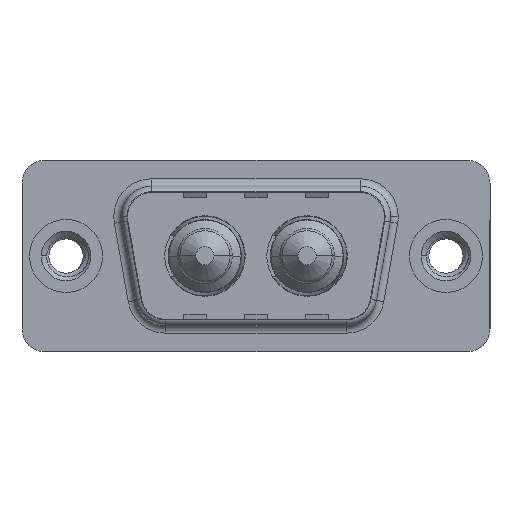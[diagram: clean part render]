
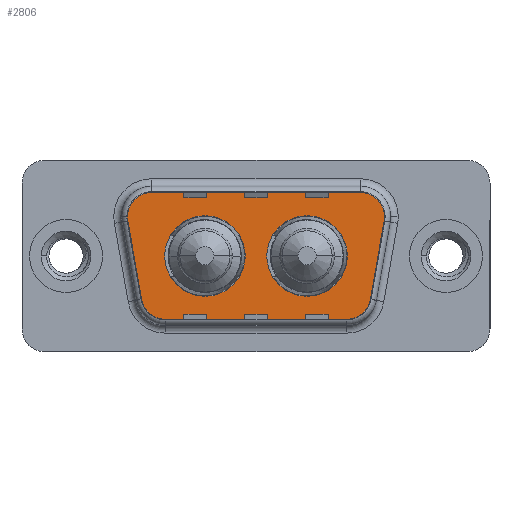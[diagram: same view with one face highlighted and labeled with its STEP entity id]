
A CAD part, top view. The second image highlights one B-rep face of the part: STEP entity #2806.
In plain terms, the highlighted planar face has unit normal (0, 0, 1).
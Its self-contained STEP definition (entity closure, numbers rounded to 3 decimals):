
#16 = AXIS2_PLACEMENT_3D ( 'NONE', #675, #6966, #1580 ) ;
#116 = FACE_BOUND ( 'NONE', #8946, .T. ) ;
#436 = CIRCLE ( 'NONE', #7224, 2. ) ;
#582 = DIRECTION ( 'NONE',  ( 0., 0., 1. ) ) ;
#596 = DIRECTION ( 'NONE',  ( 1., 0., 0. ) ) ;
#621 = AXIS2_PLACEMENT_3D ( 'NONE', #3512, #9811, #4430 ) ;
#645 = DIRECTION ( 'NONE',  ( 0., 0., 1. ) ) ;
#675 = CARTESIAN_POINT ( 'NONE',  ( 5.436, 2.9, 0. ) ) ;
#713 = CARTESIAN_POINT ( 'NONE',  ( 13.21, 0., 0. ) ) ;
#783 = AXIS2_PLACEMENT_3D ( 'NONE', #5534, #5185, #10589 ) ;
#887 = VERTEX_POINT ( 'NONE', #8360 ) ;
#1021 = CARTESIAN_POINT ( 'NONE',  ( 21.564, 2.9, 0. ) ) ;
#1099 = VERTEX_POINT ( 'NONE', #9119 ) ;
#1128 = ORIENTED_EDGE ( 'NONE', *, *, #6341, .T. ) ;
#1139 = EDGE_CURVE ( 'NONE', #9701, #5962, #436, .T. ) ;
#1472 = EDGE_CURVE ( 'NONE', #10080, #8339, #4523, .T. ) ;
#1477 = ORIENTED_EDGE ( 'NONE', *, *, #8157, .F. ) ;
#1580 = DIRECTION ( 'NONE',  ( 1., 0., 0. ) ) ;
#1704 = ORIENTED_EDGE ( 'NONE', *, *, #9108, .T. ) ;
#1847 = DIRECTION ( 'NONE',  ( 0., 0., 1. ) ) ;
#1875 = CARTESIAN_POINT ( 'NONE',  ( 20.511, -3.247, 0. ) ) ;
#2000 = EDGE_CURVE ( 'NONE', #7719, #1099, #9013, .T. ) ;
#2230 = DIRECTION ( 'NONE',  ( 0., 0., 1. ) ) ;
#2304 = CARTESIAN_POINT ( 'NONE',  ( 6.459, -4.9, 0. ) ) ;
#2372 = ORIENTED_EDGE ( 'NONE', *, *, #3071, .T. ) ;
#2401 = CARTESIAN_POINT ( 'NONE',  ( 18.51, 0., 0. ) ) ;
#2535 = FACE_OUTER_BOUND ( 'NONE', #4914, .T. ) ;
#2603 = CARTESIAN_POINT ( 'NONE',  ( 18.541, -2.9, 0. ) ) ;
#2612 = VERTEX_POINT ( 'NONE', #2401 ) ;
#2663 = AXIS2_PLACEMENT_3D ( 'NONE', #10528, #5124, #11440 ) ;
#2681 = AXIS2_PLACEMENT_3D ( 'NONE', #2603, #9305, #3898 ) ;
#2795 = AXIS2_PLACEMENT_3D ( 'NONE', #8961, #645, #596 ) ;
#2806 = ADVANCED_FACE ( 'NONE', ( #116, #4629, #2535 ), #4443, .T. ) ;
#2891 = DIRECTION ( 'NONE',  ( 0.174, 0.985, 0. ) ) ;
#3071 = EDGE_CURVE ( 'NONE', #887, #9701, #9831, .T. ) ;
#3144 = VERTEX_POINT ( 'NONE', #1875 ) ;
#3145 = CARTESIAN_POINT ( 'NONE',  ( 15.86, 0., 0. ) ) ;
#3404 = EDGE_CURVE ( 'NONE', #5399, #3466, #9124, .T. ) ;
#3466 = VERTEX_POINT ( 'NONE', #4966 ) ;
#3512 = CARTESIAN_POINT ( 'NONE',  ( 6.459, -2.9, 0. ) ) ;
#3892 = CARTESIAN_POINT ( 'NONE',  ( 3.466, 2.553, 0. ) ) ;
#3898 = DIRECTION ( 'NONE',  ( 1., 0., 0. ) ) ;
#3968 = CARTESIAN_POINT ( 'NONE',  ( 5.436, 4.9, 0. ) ) ;
#3982 = DIRECTION ( 'NONE',  ( 1., 0., 0. ) ) ;
#4033 = DIRECTION ( 'NONE',  ( 1., 0., 0. ) ) ;
#4280 = CARTESIAN_POINT ( 'NONE',  ( 3.466, 2.553, 0. ) ) ;
#4407 = CARTESIAN_POINT ( 'NONE',  ( 4.489, -3.247, 0. ) ) ;
#4430 = DIRECTION ( 'NONE',  ( -1., 0., 0. ) ) ;
#4443 = PLANE ( 'NONE',  #2795 ) ;
#4523 = LINE ( 'NONE', #3892, #11435 ) ;
#4621 = VECTOR ( 'NONE', #6614, 1000. ) ;
#4623 = ORIENTED_EDGE ( 'NONE', *, *, #1139, .T. ) ;
#4629 = FACE_BOUND ( 'NONE', #10289, .T. ) ;
#4659 = EDGE_CURVE ( 'NONE', #5962, #8348, #11167, .T. ) ;
#4914 = EDGE_LOOP ( 'NONE', ( #1704, #5744, #2372, #4623, #5297, #11174, #5438, #1128, #11149 ) ) ;
#4966 = CARTESIAN_POINT ( 'NONE',  ( 18.541, -4.9, 0. ) ) ;
#5124 = DIRECTION ( 'NONE',  ( 0., 0., 1. ) ) ;
#5185 = DIRECTION ( 'NONE',  ( 0., 0., 1. ) ) ;
#5297 = ORIENTED_EDGE ( 'NONE', *, *, #4659, .T. ) ;
#5352 = CARTESIAN_POINT ( 'NONE',  ( 6.49, 0., 0. ) ) ;
#5399 = VERTEX_POINT ( 'NONE', #2304 ) ;
#5438 = ORIENTED_EDGE ( 'NONE', *, *, #1472, .T. ) ;
#5534 = CARTESIAN_POINT ( 'NONE',  ( 19.564, 2.9, 0. ) ) ;
#5631 = CIRCLE ( 'NONE', #2663, 2.65 ) ;
#5652 = CARTESIAN_POINT ( 'NONE',  ( 19.564, 4.9, 0. ) ) ;
#5744 = ORIENTED_EDGE ( 'NONE', *, *, #11139, .T. ) ;
#5842 = ORIENTED_EDGE ( 'NONE', *, *, #6201, .F. ) ;
#5962 = VERTEX_POINT ( 'NONE', #5652 ) ;
#5973 = CARTESIAN_POINT ( 'NONE',  ( 9.14, 0., 0. ) ) ;
#6098 = EDGE_CURVE ( 'NONE', #8258, #2612, #6480, .T. ) ;
#6201 = EDGE_CURVE ( 'NONE', #2612, #8258, #5631, .T. ) ;
#6341 = EDGE_CURVE ( 'NONE', #8339, #5399, #11131, .T. ) ;
#6480 = CIRCLE ( 'NONE', #10100, 2.65 ) ;
#6614 = DIRECTION ( 'NONE',  ( 1., 0., 0. ) ) ;
#6876 = DIRECTION ( 'NONE',  ( 1., 0., 0. ) ) ;
#6966 = DIRECTION ( 'NONE',  ( 0., 0., 1. ) ) ;
#7122 = CARTESIAN_POINT ( 'NONE',  ( 5.436, 4.9, 0. ) ) ;
#7224 = AXIS2_PLACEMENT_3D ( 'NONE', #8126, #1847, #7229 ) ;
#7229 = DIRECTION ( 'NONE',  ( -1., 0., 0. ) ) ;
#7335 = ORIENTED_EDGE ( 'NONE', *, *, #2000, .F. ) ;
#7719 = VERTEX_POINT ( 'NONE', #5352 ) ;
#7805 = AXIS2_PLACEMENT_3D ( 'NONE', #5973, #582, #6876 ) ;
#8126 = CARTESIAN_POINT ( 'NONE',  ( 19.564, 2.9, 0. ) ) ;
#8157 = EDGE_CURVE ( 'NONE', #1099, #7719, #9810, .T. ) ;
#8258 = VERTEX_POINT ( 'NONE', #713 ) ;
#8270 = CARTESIAN_POINT ( 'NONE',  ( 21.534, 2.553, 0. ) ) ;
#8339 = VERTEX_POINT ( 'NONE', #4407 ) ;
#8348 = VERTEX_POINT ( 'NONE', #7122 ) ;
#8360 = CARTESIAN_POINT ( 'NONE',  ( 21.534, 2.553, 0. ) ) ;
#8462 = DIRECTION ( 'NONE',  ( -1., 0., 0. ) ) ;
#8913 = VECTOR ( 'NONE', #2891, 1000. ) ;
#8946 = EDGE_LOOP ( 'NONE', ( #5842, #10753 ) ) ;
#8961 = CARTESIAN_POINT ( 'NONE',  ( 18.541, -2.9, 0. ) ) ;
#9013 = CIRCLE ( 'NONE', #10316, 2.65 ) ;
#9108 = EDGE_CURVE ( 'NONE', #3466, #3144, #9658, .T. ) ;
#9119 = CARTESIAN_POINT ( 'NONE',  ( 11.79, 0., 0. ) ) ;
#9124 = LINE ( 'NONE', #9445, #4621 ) ;
#9185 = LINE ( 'NONE', #8270, #8913 ) ;
#9305 = DIRECTION ( 'NONE',  ( 0., 0., 1. ) ) ;
#9380 = EDGE_CURVE ( 'NONE', #8348, #10080, #9501, .T. ) ;
#9438 = DIRECTION ( 'NONE',  ( 0., 0., 1. ) ) ;
#9445 = CARTESIAN_POINT ( 'NONE',  ( 6.459, -4.9, 0. ) ) ;
#9501 = CIRCLE ( 'NONE', #16, 2. ) ;
#9658 = CIRCLE ( 'NONE', #2681, 2. ) ;
#9701 = VERTEX_POINT ( 'NONE', #1021 ) ;
#9810 = CIRCLE ( 'NONE', #7805, 2.65 ) ;
#9811 = DIRECTION ( 'NONE',  ( 0., 0., 1. ) ) ;
#9831 = CIRCLE ( 'NONE', #783, 2. ) ;
#10080 = VERTEX_POINT ( 'NONE', #4280 ) ;
#10100 = AXIS2_PLACEMENT_3D ( 'NONE', #3145, #9438, #4033 ) ;
#10289 = EDGE_LOOP ( 'NONE', ( #1477, #7335 ) ) ;
#10316 = AXIS2_PLACEMENT_3D ( 'NONE', #10960, #2230, #3982 ) ;
#10528 = CARTESIAN_POINT ( 'NONE',  ( 15.86, 0., 0. ) ) ;
#10589 = DIRECTION ( 'NONE',  ( -1., 0., 0. ) ) ;
#10621 = VECTOR ( 'NONE', #8462, 1000. ) ;
#10753 = ORIENTED_EDGE ( 'NONE', *, *, #6098, .F. ) ;
#10960 = CARTESIAN_POINT ( 'NONE',  ( 9.14, 0., 0. ) ) ;
#11131 = CIRCLE ( 'NONE', #621, 2. ) ;
#11139 = EDGE_CURVE ( 'NONE', #3144, #887, #9185, .T. ) ;
#11149 = ORIENTED_EDGE ( 'NONE', *, *, #3404, .T. ) ;
#11167 = LINE ( 'NONE', #3968, #10621 ) ;
#11174 = ORIENTED_EDGE ( 'NONE', *, *, #9380, .T. ) ;
#11291 = DIRECTION ( 'NONE',  ( 0.174, -0.985, 0. ) ) ;
#11435 = VECTOR ( 'NONE', #11291, 1000. ) ;
#11440 = DIRECTION ( 'NONE',  ( 1., 0., 0. ) ) ;
